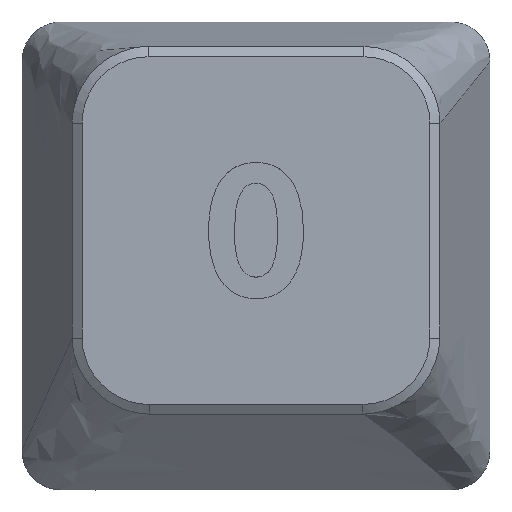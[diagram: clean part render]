
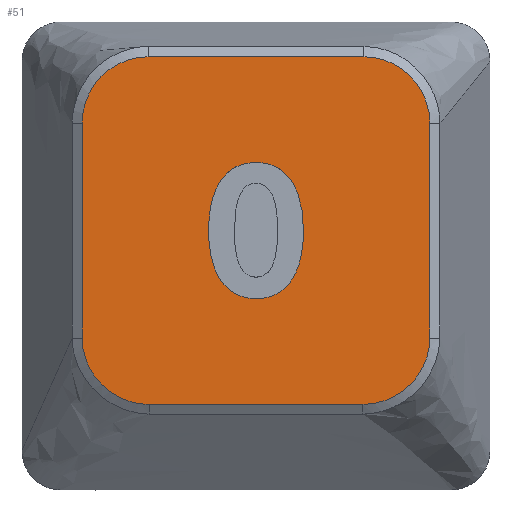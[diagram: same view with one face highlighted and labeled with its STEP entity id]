
A CAD part, top view. The second image highlights one B-rep face of the part: STEP entity #51.
In plain terms, the highlighted planar face has unit normal (0, 0, 1).
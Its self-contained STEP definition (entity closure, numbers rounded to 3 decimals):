
#17=FACE_BOUND('',#174,.T.);
#51=ADVANCED_FACE('',(#111,#17),#928,.T.);
#111=FACE_OUTER_BOUND('',#173,.T.);
#173=EDGE_LOOP('',(#350,#351,#352,#353,#354,#355,#356,#357));
#174=EDGE_LOOP('',(#358,#359));
#350=ORIENTED_EDGE('',*,*,#579,.T.);
#351=ORIENTED_EDGE('',*,*,#599,.T.);
#352=ORIENTED_EDGE('',*,*,#597,.T.);
#353=ORIENTED_EDGE('',*,*,#595,.T.);
#354=ORIENTED_EDGE('',*,*,#593,.T.);
#355=ORIENTED_EDGE('',*,*,#576,.T.);
#356=ORIENTED_EDGE('',*,*,#590,.T.);
#357=ORIENTED_EDGE('',*,*,#588,.T.);
#358=ORIENTED_EDGE('',*,*,#609,.F.);
#359=ORIENTED_EDGE('',*,*,#608,.F.);
#576=EDGE_CURVE('',#847,#846,#736,.T.);
#579=EDGE_CURVE('',#837,#851,#739,.T.);
#588=EDGE_CURVE('',#845,#837,#748,.T.);
#590=EDGE_CURVE('',#846,#845,#750,.T.);
#593=EDGE_CURVE('',#848,#847,#753,.T.);
#595=EDGE_CURVE('',#849,#848,#755,.T.);
#597=EDGE_CURVE('',#850,#849,#757,.T.);
#599=EDGE_CURVE('',#851,#850,#759,.T.);
#608=EDGE_CURVE('',#856,#857,#768,.T.);
#609=EDGE_CURVE('',#857,#856,#769,.T.);
#736=B_SPLINE_CURVE_WITH_KNOTS('',3,(#1707,#1708,#1709,#1710),
 .UNSPECIFIED.,.F.,.F.,(4,4),(-20.393,-12.086),
 .UNSPECIFIED.);
#739=B_SPLINE_CURVE_WITH_KNOTS('',3,(#1717,#1718,#1719,#1720,#1721),
 .UNSPECIFIED.,.F.,.F.,(4,1,4),(-48.917,-46.906,-44.896),
 .UNSPECIFIED.);
#748=B_SPLINE_CURVE_WITH_KNOTS('',3,(#1756,#1757,#1758,#1759),
 .UNSPECIFIED.,.F.,.F.,(4,4),(-8.095,0.17),
 .UNSPECIFIED.);
#750=B_SPLINE_CURVE_WITH_KNOTS('',3,(#1762,#1763,#1764,#1765,#1766),
 .UNSPECIFIED.,.F.,.F.,(4,1,4),(-12.086,-10.092,-8.095),
 .UNSPECIFIED.);
#753=B_SPLINE_CURVE_WITH_KNOTS('',3,(#1771,#1772,#1773,#1774,#1775),
 .UNSPECIFIED.,.F.,.F.,(4,1,4),(-24.384,-22.386,-20.393),
 .UNSPECIFIED.);
#755=B_SPLINE_CURVE_WITH_KNOTS('',3,(#1778,#1779,#1780,#1781),
 .UNSPECIFIED.,.F.,.F.,(4,4),(-32.649,-24.384),
 .UNSPECIFIED.);
#757=B_SPLINE_CURVE_WITH_KNOTS('',3,(#1784,#1785,#1786,#1787,#1788),
 .UNSPECIFIED.,.F.,.F.,(4,1,4),(-36.669,-34.66,-32.649),
 .UNSPECIFIED.);
#759=B_SPLINE_CURVE_WITH_KNOTS('',3,(#1791,#1792,#1793,#1794),
 .UNSPECIFIED.,.F.,.F.,(4,4),(-44.896,-36.669),
 .UNSPECIFIED.);
#768=B_SPLINE_CURVE_WITH_KNOTS('',1,(#1835,#1836),.UNSPECIFIED.,.F.,.F.,
(2,2),(-5.,-4.),.UNSPECIFIED.);
#769=B_SPLINE_CURVE_WITH_KNOTS('',3,(#1837,#1838,#1839,#1840,#1841,#1842,
#1843,#1844,#1845,#1846,#1847,#1848,#1849),.UNSPECIFIED.,.F.,.F.,(4,3,3,
3,4),(-4.,-3.,-2.,-1.,0.),.UNSPECIFIED.);
#837=VERTEX_POINT('',#1367);
#845=VERTEX_POINT('',#1375);
#846=VERTEX_POINT('',#1376);
#847=VERTEX_POINT('',#1377);
#848=VERTEX_POINT('',#1378);
#849=VERTEX_POINT('',#1379);
#850=VERTEX_POINT('',#1380);
#851=VERTEX_POINT('',#1381);
#856=VERTEX_POINT('',#1386);
#857=VERTEX_POINT('',#1387);
#928=PLANE('',#992);
#992=AXIS2_PLACEMENT_3D('',#1286,#1039,$);
#1039=DIRECTION('',(0.,0.,1.));
#1286=CARTESIAN_POINT('',(-2.14,-29.86,14.));
#1367=CARTESIAN_POINT('',(-1.688,-41.17,14.));
#1375=CARTESIAN_POINT('',(-1.688,-32.905,14.));
#1376=CARTESIAN_POINT('',(0.847,-30.353,14.));
#1377=CARTESIAN_POINT('',(9.153,-30.353,14.));
#1378=CARTESIAN_POINT('',(11.688,-32.905,14.));
#1379=CARTESIAN_POINT('',(11.688,-41.17,14.));
#1380=CARTESIAN_POINT('',(9.114,-43.723,14.));
#1381=CARTESIAN_POINT('',(0.886,-43.723,14.));
#1386=CARTESIAN_POINT('',(6.826,-37.054,14.));
#1387=CARTESIAN_POINT('',(6.826,-37.048,14.));
#1707=CARTESIAN_POINT('',(9.153,-30.353,14.));
#1708=CARTESIAN_POINT('',(6.384,-30.353,14.));
#1709=CARTESIAN_POINT('',(3.616,-30.353,14.));
#1710=CARTESIAN_POINT('',(0.847,-30.353,14.));
#1717=CARTESIAN_POINT('',(-1.688,-41.17,14.));
#1718=CARTESIAN_POINT('',(-1.691,-41.843,14.));
#1719=CARTESIAN_POINT('',(-1.112,-43.165,14.));
#1720=CARTESIAN_POINT('',(0.215,-43.726,14.));
#1721=CARTESIAN_POINT('',(0.886,-43.723,14.));
#1756=CARTESIAN_POINT('',(-1.688,-32.905,14.));
#1757=CARTESIAN_POINT('',(-1.688,-35.66,14.));
#1758=CARTESIAN_POINT('',(-1.688,-38.415,14.));
#1759=CARTESIAN_POINT('',(-1.688,-41.17,14.));
#1762=CARTESIAN_POINT('',(0.847,-30.353,14.));
#1763=CARTESIAN_POINT('',(0.18,-30.349,14.));
#1764=CARTESIAN_POINT('',(-1.136,-30.918,14.));
#1765=CARTESIAN_POINT('',(-1.691,-32.238,14.));
#1766=CARTESIAN_POINT('',(-1.688,-32.905,14.));
#1771=CARTESIAN_POINT('',(11.688,-32.905,14.));
#1772=CARTESIAN_POINT('',(11.691,-32.238,14.));
#1773=CARTESIAN_POINT('',(11.136,-30.918,14.));
#1774=CARTESIAN_POINT('',(9.82,-30.349,14.));
#1775=CARTESIAN_POINT('',(9.153,-30.353,14.));
#1778=CARTESIAN_POINT('',(11.688,-41.17,14.));
#1779=CARTESIAN_POINT('',(11.688,-38.415,14.));
#1780=CARTESIAN_POINT('',(11.688,-35.66,14.));
#1781=CARTESIAN_POINT('',(11.688,-32.905,14.));
#1784=CARTESIAN_POINT('',(9.114,-43.723,14.));
#1785=CARTESIAN_POINT('',(9.785,-43.726,14.));
#1786=CARTESIAN_POINT('',(11.112,-43.165,14.));
#1787=CARTESIAN_POINT('',(11.691,-41.843,14.));
#1788=CARTESIAN_POINT('',(11.688,-41.17,14.));
#1791=CARTESIAN_POINT('',(0.886,-43.723,14.));
#1792=CARTESIAN_POINT('',(3.629,-43.723,14.));
#1793=CARTESIAN_POINT('',(6.371,-43.723,14.));
#1794=CARTESIAN_POINT('',(9.114,-43.723,14.));
#1835=CARTESIAN_POINT('',(6.826,-37.054,14.));
#1836=CARTESIAN_POINT('',(6.826,-37.048,14.));
#1837=CARTESIAN_POINT('',(6.826,-37.048,14.));
#1838=CARTESIAN_POINT('',(6.826,-35.635,14.));
#1839=CARTESIAN_POINT('',(6.338,-34.417,14.));
#1840=CARTESIAN_POINT('',(5.003,-34.417,14.));
#1841=CARTESIAN_POINT('',(3.662,-34.417,14.));
#1842=CARTESIAN_POINT('',(3.174,-35.635,14.));
#1843=CARTESIAN_POINT('',(3.174,-37.048,14.));
#1844=CARTESIAN_POINT('',(3.174,-38.434,14.));
#1845=CARTESIAN_POINT('',(3.662,-39.658,14.));
#1846=CARTESIAN_POINT('',(5.003,-39.658,14.));
#1847=CARTESIAN_POINT('',(6.338,-39.658,14.));
#1848=CARTESIAN_POINT('',(6.826,-38.434,14.));
#1849=CARTESIAN_POINT('',(6.826,-37.054,14.));
